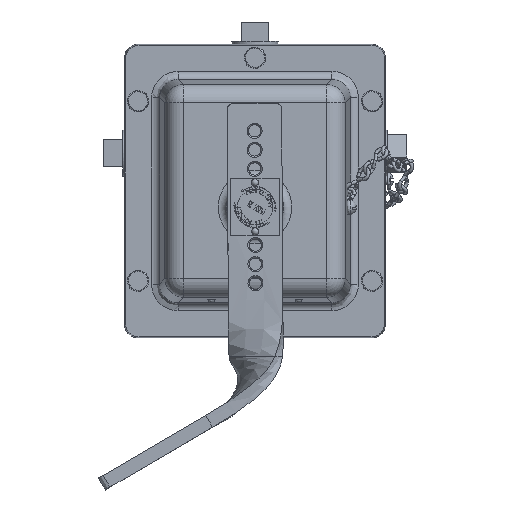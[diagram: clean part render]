
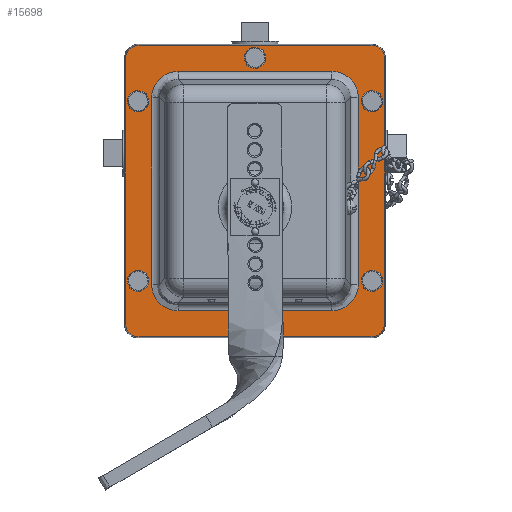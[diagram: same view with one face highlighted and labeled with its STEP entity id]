
A CAD part, top view. The second image highlights one B-rep face of the part: STEP entity #15698.
In plain terms, the highlighted face is planar.
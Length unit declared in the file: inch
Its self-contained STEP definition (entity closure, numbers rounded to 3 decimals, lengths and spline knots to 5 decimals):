
#380=ELLIPSE($,#16877,0.31386,0.313);
#381=ELLIPSE($,#16880,0.31386,0.313);
#382=ELLIPSE($,#16883,0.31386,0.313);
#432=ELLIPSE($,#17186,0.61167,0.61);
#434=ELLIPSE($,#17194,0.61167,0.61);
#437=ELLIPSE($,#17198,0.61167,0.61);
#439=ELLIPSE($,#17204,0.61167,0.61);
#440=ELLIPSE($,#17212,0.31386,0.313);
#1068=PLANE($,#17211);
#1732=LINE($,#28258,#3044);
#1735=LINE($,#28266,#3047);
#1738=LINE($,#28274,#3050);
#1863=LINE($,#30490,#3175);
#1866=LINE($,#30497,#3178);
#1867=LINE($,#30582,#3179);
#1870=LINE($,#30589,#3182);
#1878=LINE($,#30648,#3190);
#3044=VECTOR($,#19516,5.32895);
#3047=VECTOR($,#19525,6.07895);
#3050=VECTOR($,#19534,6.07895);
#3175=VECTOR($,#20271,3.53057);
#3178=VECTOR($,#20278,4.28057);
#3179=VECTOR($,#20295,4.28057);
#3182=VECTOR($,#20302,3.53057);
#3190=VECTOR($,#20330,5.32895);
#4153=FACE_BOUND($,#5850,.T.);
#4154=FACE_BOUND($,#5851,.T.);
#4155=FACE_BOUND($,#5852,.T.);
#4156=FACE_BOUND($,#5853,.T.);
#4157=FACE_BOUND($,#5854,.T.);
#4158=FACE_BOUND($,#5855,.T.);
#4159=FACE_BOUND($,#5856,.T.);
#4160=FACE_BOUND($,#5857,.T.);
#5850=EDGE_LOOP($,(#12885));
#5851=EDGE_LOOP($,(#12886));
#5852=EDGE_LOOP($,(#12887));
#5853=EDGE_LOOP($,(#12888));
#5854=EDGE_LOOP($,(#12889));
#5855=EDGE_LOOP($,(#12890));
#5856=EDGE_LOOP($,(#12891,#12892,#12893,#12894,#12895,#12896,#12897,#12898));
#5857=EDGE_LOOP($,(#12899,#12900,#12901,#12902,#12903,#12904,#12905,#12906));
#6615=CIRCLE($,#16836,0.1406);
#6617=CIRCLE($,#16839,0.1406);
#6619=CIRCLE($,#16842,0.1406);
#6621=CIRCLE($,#16845,0.1406);
#6623=CIRCLE($,#16848,0.1406);
#6625=CIRCLE($,#16851,0.1406);
#7355=VERTEX_POINT($,#28150);
#7357=VERTEX_POINT($,#28155);
#7359=VERTEX_POINT($,#28160);
#7361=VERTEX_POINT($,#28165);
#7363=VERTEX_POINT($,#28170);
#7365=VERTEX_POINT($,#28175);
#7396=VERTEX_POINT($,#28250);
#7397=VERTEX_POINT($,#28252);
#7398=VERTEX_POINT($,#28256);
#7399=VERTEX_POINT($,#28260);
#7400=VERTEX_POINT($,#28264);
#7401=VERTEX_POINT($,#28268);
#7402=VERTEX_POINT($,#28270);
#7574=VERTEX_POINT($,#30479);
#7575=VERTEX_POINT($,#30481);
#7578=VERTEX_POINT($,#30488);
#7579=VERTEX_POINT($,#30493);
#7582=VERTEX_POINT($,#30534);
#7583=VERTEX_POINT($,#30573);
#7586=VERTEX_POINT($,#30580);
#7587=VERTEX_POINT($,#30585);
#7594=VERTEX_POINT($,#30646);
#9055=EDGE_CURVE($,#7355,#7355,#6615,.T.);
#9057=EDGE_CURVE($,#7357,#7357,#6617,.T.);
#9059=EDGE_CURVE($,#7359,#7359,#6619,.T.);
#9061=EDGE_CURVE($,#7361,#7361,#6621,.T.);
#9063=EDGE_CURVE($,#7363,#7363,#6623,.T.);
#9065=EDGE_CURVE($,#7365,#7365,#6625,.T.);
#9101=EDGE_CURVE($,#7396,#7397,#380,.T.);
#9104=EDGE_CURVE($,#7398,#7396,#1732,.T.);
#9106=EDGE_CURVE($,#7399,#7398,#381,.T.);
#9108=EDGE_CURVE($,#7400,#7399,#1735,.T.);
#9110=EDGE_CURVE($,#7401,#7402,#382,.T.);
#9112=EDGE_CURVE($,#7397,#7401,#1738,.T.);
#9451=EDGE_CURVE($,#7574,#7575,#432,.T.);
#9455=EDGE_CURVE($,#7578,#7574,#1863,.T.);
#9459=EDGE_CURVE($,#7575,#7579,#1866,.T.);
#9461=EDGE_CURVE($,#7582,#7578,#434,.T.);
#9465=EDGE_CURVE($,#7579,#7583,#437,.T.);
#9467=EDGE_CURVE($,#7586,#7582,#1867,.T.);
#9471=EDGE_CURVE($,#7583,#7587,#1870,.T.);
#9473=EDGE_CURVE($,#7587,#7586,#439,.T.);
#9483=EDGE_CURVE($,#7594,#7400,#440,.T.);
#9484=EDGE_CURVE($,#7402,#7594,#1878,.T.);
#12885=ORIENTED_EDGE($,*,*,#9055,.T.);
#12886=ORIENTED_EDGE($,*,*,#9057,.T.);
#12887=ORIENTED_EDGE($,*,*,#9059,.T.);
#12888=ORIENTED_EDGE($,*,*,#9061,.T.);
#12889=ORIENTED_EDGE($,*,*,#9063,.T.);
#12890=ORIENTED_EDGE($,*,*,#9065,.T.);
#12891=ORIENTED_EDGE($,*,*,#9483,.F.);
#12892=ORIENTED_EDGE($,*,*,#9484,.F.);
#12893=ORIENTED_EDGE($,*,*,#9110,.F.);
#12894=ORIENTED_EDGE($,*,*,#9112,.F.);
#12895=ORIENTED_EDGE($,*,*,#9101,.F.);
#12896=ORIENTED_EDGE($,*,*,#9104,.F.);
#12897=ORIENTED_EDGE($,*,*,#9106,.F.);
#12898=ORIENTED_EDGE($,*,*,#9108,.F.);
#12899=ORIENTED_EDGE($,*,*,#9451,.F.);
#12900=ORIENTED_EDGE($,*,*,#9455,.F.);
#12901=ORIENTED_EDGE($,*,*,#9461,.F.);
#12902=ORIENTED_EDGE($,*,*,#9467,.F.);
#12903=ORIENTED_EDGE($,*,*,#9473,.F.);
#12904=ORIENTED_EDGE($,*,*,#9471,.F.);
#12905=ORIENTED_EDGE($,*,*,#9465,.F.);
#12906=ORIENTED_EDGE($,*,*,#9459,.F.);
#15698=ADVANCED_FACE($,(#4153,#4154,#4155,#4156,#4157,#4158,#4159,#4160),
#1068,.F.);
#16836=AXIS2_PLACEMENT_3D($,#28151,#19409,#19410);
#16839=AXIS2_PLACEMENT_3D($,#28156,#19415,#19416);
#16842=AXIS2_PLACEMENT_3D($,#28161,#19421,#19422);
#16845=AXIS2_PLACEMENT_3D($,#28166,#19427,#19428);
#16848=AXIS2_PLACEMENT_3D($,#28171,#19433,#19434);
#16851=AXIS2_PLACEMENT_3D($,#28176,#19439,#19440);
#16877=AXIS2_PLACEMENT_3D($,#28253,#19510,#19511);
#16880=AXIS2_PLACEMENT_3D($,#28262,#19520,#19521);
#16883=AXIS2_PLACEMENT_3D($,#28271,#19529,#19530);
#17186=AXIS2_PLACEMENT_3D($,#30482,#20261,#20262);
#17194=AXIS2_PLACEMENT_3D($,#30536,#20281,#20282);
#17198=AXIS2_PLACEMENT_3D($,#30577,#20289,#20290);
#17204=AXIS2_PLACEMENT_3D($,#30626,#20305,#20306);
#17211=AXIS2_PLACEMENT_3D($,#30645,#20326,#20327);
#17212=AXIS2_PLACEMENT_3D($,#30647,#20328,#20329);
#19409=DIRECTION('center_axis',(0.,0.,1.));
#19410=DIRECTION('ref_axis',(1.,0.,0.));
#19415=DIRECTION('center_axis',(0.,0.,1.));
#19416=DIRECTION('ref_axis',(1.,0.,0.));
#19421=DIRECTION('center_axis',(0.,0.,1.));
#19422=DIRECTION('ref_axis',(1.,0.,0.));
#19427=DIRECTION('center_axis',(0.,0.,1.));
#19428=DIRECTION('ref_axis',(1.,0.,0.));
#19433=DIRECTION('center_axis',(0.,0.,1.));
#19434=DIRECTION('ref_axis',(1.,0.,0.));
#19439=DIRECTION('center_axis',(0.,0.,1.));
#19440=DIRECTION('ref_axis',(1.,0.,0.));
#19510=DIRECTION('center_axis',(0.,0.,1.));
#19511=DIRECTION('ref_axis',(0.707,-0.707,0.));
#19516=DIRECTION($,(1.,0.,0.));
#19520=DIRECTION('center_axis',(0.,0.,1.));
#19521=DIRECTION('ref_axis',(-0.707,-0.707,0.));
#19525=DIRECTION($,(0.,-1.,0.));
#19529=DIRECTION('center_axis',(0.,0.,1.));
#19530=DIRECTION('ref_axis',(0.707,0.707,0.));
#19534=DIRECTION($,(0.,1.,0.));
#20261=DIRECTION('center_axis',(0.,0.,-1.));
#20262=DIRECTION('ref_axis',(-0.707,-0.707,0.));
#20271=DIRECTION($,(-1.,0.,0.));
#20278=DIRECTION($,(0.,1.,0.));
#20281=DIRECTION('center_axis',(0.,0.,-1.));
#20282=DIRECTION('ref_axis',(0.707,-0.707,0.));
#20289=DIRECTION('center_axis',(0.,0.,-1.));
#20290=DIRECTION('ref_axis',(-0.707,0.707,0.));
#20295=DIRECTION($,(0.,-1.,0.));
#20302=DIRECTION($,(1.,0.,0.));
#20305=DIRECTION('center_axis',(0.,0.,-1.));
#20306=DIRECTION('ref_axis',(0.707,0.707,0.));
#20326=DIRECTION('center_axis',(0.,0.,1.));
#20327=DIRECTION('ref_axis',(1.,0.,0.));
#20328=DIRECTION('center_axis',(0.,0.,1.));
#20329=DIRECTION('ref_axis',(-0.707,0.707,0.));
#20330=DIRECTION($,(-1.,0.,0.));
#28150=CARTESIAN_POINT('',(2.5469,2.0625,-0.438));
#28151=CARTESIAN_POINT('Origin',(2.6875,2.0625,-0.438));
#28155=CARTESIAN_POINT('',(2.5469,-2.0625,-0.438));
#28156=CARTESIAN_POINT('Origin',(2.6875,-2.0625,-0.438));
#28160=CARTESIAN_POINT('',(-0.1406,-3.0625,-0.438));
#28161=CARTESIAN_POINT('Origin',(0.,-3.0625,-0.438));
#28165=CARTESIAN_POINT('',(-2.8281,-2.0625,-0.438));
#28166=CARTESIAN_POINT('Origin',(-2.6875,-2.0625,-0.438));
#28170=CARTESIAN_POINT('',(-0.1406,3.0625,-0.438));
#28171=CARTESIAN_POINT('Origin',(0.,3.0625,-0.438));
#28175=CARTESIAN_POINT('',(-2.8281,2.0625,-0.438));
#28176=CARTESIAN_POINT('Origin',(-2.6875,2.0625,-0.438));
#28250=CARTESIAN_POINT('',(2.66447,-3.35205,-0.438));
#28252=CARTESIAN_POINT('',(2.97705,-3.03947,-0.438));
#28253=CARTESIAN_POINT('Origin',(2.66362,-3.03862,-0.438));
#28256=CARTESIAN_POINT('',(-2.66447,-3.35205,-0.438));
#28258=CARTESIAN_POINT($,(3.,-3.35205,-0.438));
#28260=CARTESIAN_POINT('',(-2.97705,-3.03947,-0.438));
#28262=CARTESIAN_POINT('Origin',(-2.66362,-3.03862,-0.438));
#28264=CARTESIAN_POINT('',(-2.97705,3.03947,-0.438));
#28266=CARTESIAN_POINT($,(-2.97705,-3.375,-0.438));
#28268=CARTESIAN_POINT('',(2.97705,3.03947,-0.438));
#28270=CARTESIAN_POINT('',(2.66447,3.35205,-0.438));
#28271=CARTESIAN_POINT('Origin',(2.66362,3.03862,-0.438));
#28274=CARTESIAN_POINT($,(2.97705,3.375,-0.438));
#30479=CARTESIAN_POINT('',(-1.76529,-2.74945,-0.438));
#30481=CARTESIAN_POINT('',(-2.37445,-2.14029,-0.438));
#30482=CARTESIAN_POINT('Origin',(-1.76361,-2.13861,-0.438));
#30488=CARTESIAN_POINT('',(1.76529,-2.74945,-0.438));
#30490=CARTESIAN_POINT($,(-1.1095,-2.74945,-0.438));
#30493=CARTESIAN_POINT('',(-2.37445,2.14029,-0.438));
#30497=CARTESIAN_POINT($,(-2.37445,1.297,-0.438));
#30534=CARTESIAN_POINT('',(2.37445,-2.14029,-0.438));
#30536=CARTESIAN_POINT('Origin',(1.76361,-2.13861,-0.438));
#30573=CARTESIAN_POINT('',(-1.76529,2.74945,-0.438));
#30577=CARTESIAN_POINT('Origin',(-1.76361,2.13861,-0.438));
#30580=CARTESIAN_POINT('',(2.37445,2.14029,-0.438));
#30582=CARTESIAN_POINT($,(2.37445,-1.297,-0.438));
#30585=CARTESIAN_POINT('',(1.76529,2.74945,-0.438));
#30589=CARTESIAN_POINT($,(1.1095,2.74945,-0.438));
#30626=CARTESIAN_POINT('Origin',(1.76361,2.13861,-0.438));
#30645=CARTESIAN_POINT('Origin',(0.,0.,
-0.438));
#30646=CARTESIAN_POINT('',(-2.66447,3.35205,-0.438));
#30647=CARTESIAN_POINT('Origin',(-2.66362,3.03862,-0.438));
#30648=CARTESIAN_POINT($,(-3.,3.35205,-0.438));
